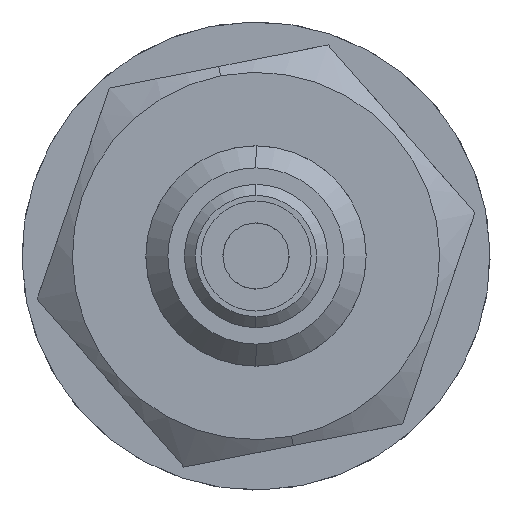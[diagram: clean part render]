
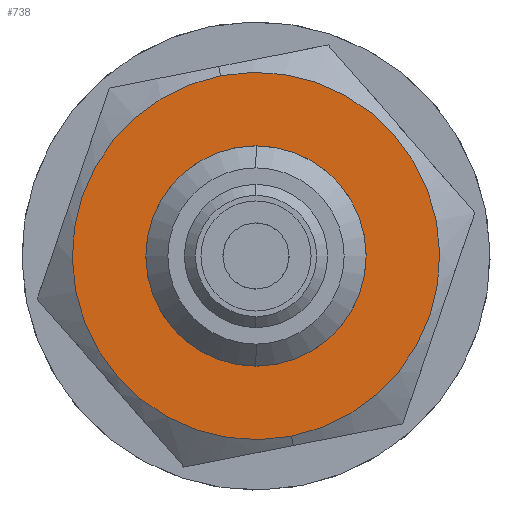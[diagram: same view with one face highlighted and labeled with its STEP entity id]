
A CAD part, left-side view. The second image highlights one B-rep face of the part: STEP entity #738.
In plain terms, the highlighted planar face has unit normal (-1, 0, 0).
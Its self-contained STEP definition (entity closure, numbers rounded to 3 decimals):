
#6 = CARTESIAN_POINT ( 'NONE',  ( -1.2, 0., 0. ) ) ;
#15 = EDGE_LOOP ( 'NONE', ( #395, #996 ) ) ;
#26 = PLANE ( 'NONE',  #753 ) ;
#84 = DIRECTION ( 'NONE',  ( 0., 0., 1. ) ) ;
#94 = CARTESIAN_POINT ( 'NONE',  ( -1.2, 0., 0. ) ) ;
#154 = AXIS2_PLACEMENT_3D ( 'NONE', #312, #449, #745 ) ;
#225 = CARTESIAN_POINT ( 'NONE',  ( -1.2, 0., -2. ) ) ;
#244 = AXIS2_PLACEMENT_3D ( 'NONE', #94, #681, #84 ) ;
#248 = AXIS2_PLACEMENT_3D ( 'NONE', #288, #1929, #1026 ) ;
#288 = CARTESIAN_POINT ( 'NONE',  ( -1.2, 0., 0. ) ) ;
#292 = CIRCLE ( 'NONE', #248, 2. ) ;
#312 = CARTESIAN_POINT ( 'NONE',  ( -1.2, 0., 0. ) ) ;
#315 = VERTEX_POINT ( 'NONE', #1119 ) ;
#395 = ORIENTED_EDGE ( 'NONE', *, *, #1224, .T. ) ;
#449 = DIRECTION ( 'NONE',  ( -1., 0., 0. ) ) ;
#554 = ORIENTED_EDGE ( 'NONE', *, *, #917, .T. ) ;
#681 = DIRECTION ( 'NONE',  ( -1., 0., 0. ) ) ;
#738 = ADVANCED_FACE ( 'NONE', ( #1326, #1532 ), #26, .F. ) ;
#745 = DIRECTION ( 'NONE',  ( 0., 0., 1. ) ) ;
#753 = AXIS2_PLACEMENT_3D ( 'NONE', #6, #1514, #1085 ) ;
#835 = CIRCLE ( 'NONE', #154, 3.336 ) ;
#849 = ORIENTED_EDGE ( 'NONE', *, *, #1157, .T. ) ;
#852 = DIRECTION ( 'NONE',  ( 1., 0., 0. ) ) ;
#906 = EDGE_CURVE ( 'NONE', #1597, #1303, #965, .T. ) ;
#917 = EDGE_CURVE ( 'NONE', #920, #315, #1554, .T. ) ;
#920 = VERTEX_POINT ( 'NONE', #1140 ) ;
#957 = EDGE_LOOP ( 'NONE', ( #849, #554 ) ) ;
#965 = CIRCLE ( 'NONE', #1094, 2. ) ;
#996 = ORIENTED_EDGE ( 'NONE', *, *, #906, .T. ) ;
#1026 = DIRECTION ( 'NONE',  ( 0., 0., -1. ) ) ;
#1085 = DIRECTION ( 'NONE',  ( 0., 0., -1. ) ) ;
#1094 = AXIS2_PLACEMENT_3D ( 'NONE', #1402, #852, #1462 ) ;
#1119 = CARTESIAN_POINT ( 'NONE',  ( -1.2, 0., 3.336 ) ) ;
#1140 = CARTESIAN_POINT ( 'NONE',  ( -1.2, 0., -3.336 ) ) ;
#1157 = EDGE_CURVE ( 'NONE', #315, #920, #835, .T. ) ;
#1224 = EDGE_CURVE ( 'NONE', #1303, #1597, #292, .T. ) ;
#1303 = VERTEX_POINT ( 'NONE', #1638 ) ;
#1326 = FACE_BOUND ( 'NONE', #15, .T. ) ;
#1402 = CARTESIAN_POINT ( 'NONE',  ( -1.2, 0., 0. ) ) ;
#1462 = DIRECTION ( 'NONE',  ( 0., 0., -1. ) ) ;
#1514 = DIRECTION ( 'NONE',  ( 1., 0., 0. ) ) ;
#1532 = FACE_OUTER_BOUND ( 'NONE', #957, .T. ) ;
#1554 = CIRCLE ( 'NONE', #244, 3.336 ) ;
#1597 = VERTEX_POINT ( 'NONE', #225 ) ;
#1638 = CARTESIAN_POINT ( 'NONE',  ( -1.2, 0., 2. ) ) ;
#1929 = DIRECTION ( 'NONE',  ( 1., 0., 0. ) ) ;
